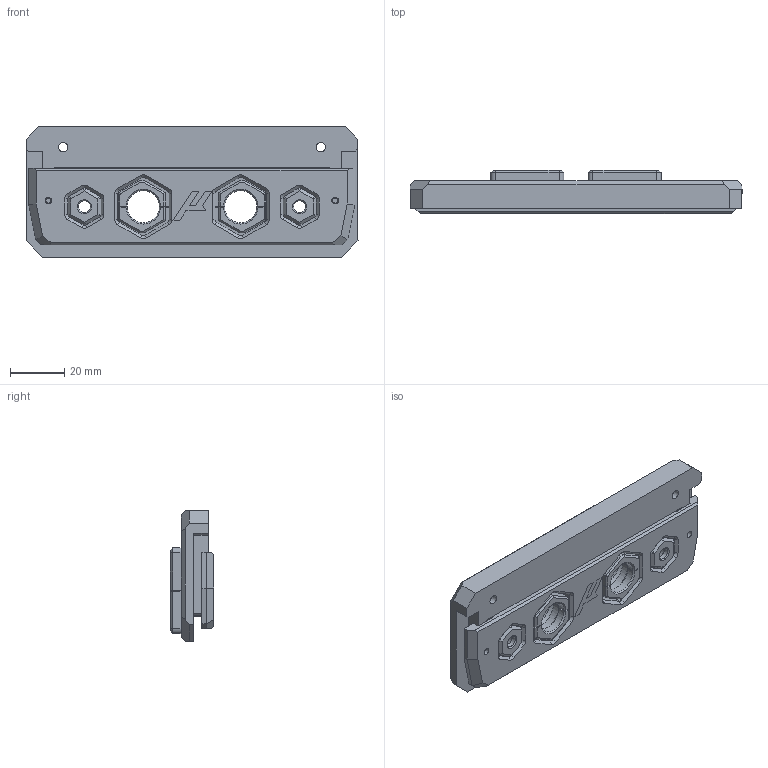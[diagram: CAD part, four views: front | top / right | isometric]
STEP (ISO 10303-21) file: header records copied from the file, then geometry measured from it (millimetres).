
FILE_DESCRIPTION(/* description */ ('STEP AP242','CAx-IF Rec.Pracs.---Representation and Presentation of Product Manufacturing Information (PMI)---4.0---2014-10-13','CAx-IF Rec.Pracs.---3D Tessellated Geometry---0.4---2014-09-14','2;1'),/* implementation_level */ '2;1');
FILE_NAME(/* name */ '68b1c39b11b99720e3563680',/* time_stamp */ '2025-08-29T15:13:33Z',/* author */ (''),/* organization */ (''),/* preprocessor_version */ 'ST-DEVELOPER v20',/* originating_system */ 'ONSHAPE BY PTC INC, 1.202',/* authorisation */ ' ');
FILE_SCHEMA (('AP242_MANAGED_MODEL_BASED_3D_ENGINEERING_MIM_LF { 1 0 10303 442 1 1 4 }'));
Length unit declared in the file: metre
Products named in the file (8): pug_tl; pug_tr; pug_bl; pug_br; hexes; micron; Bowden Tube Entry Accent Cover v3; Bowden Tube And PUG Entry Rear ECAS v5
Bounding box: 122.25 x 16.1 x 48 mm (x, y, z)
Volume: 56768.1 mm3; surface area: 31816 mm2
Topology: 8 solids, 8 shells, 666 faces, 1717 edges, 1063 vertices
Faces by surface type: plane 436, cylinder 142, cone 88
Full cylindrical faces by diameter (mm): 1.9 x2, 2.4 x2, 3.4 x6, 4.4 x2, 4.7 x4, 6 x2, 6.5 x4, 8.35 x2
Entity records: 19882 total; most frequent: CARTESIAN_POINT 3488, DIRECTION 3362, ORIENTED_EDGE 3328, EDGE_CURVE 1664, LINE 1250, VECTOR 1250, AXIS2_PLACEMENT_3D 1056, VERTEX_POINT 1054
